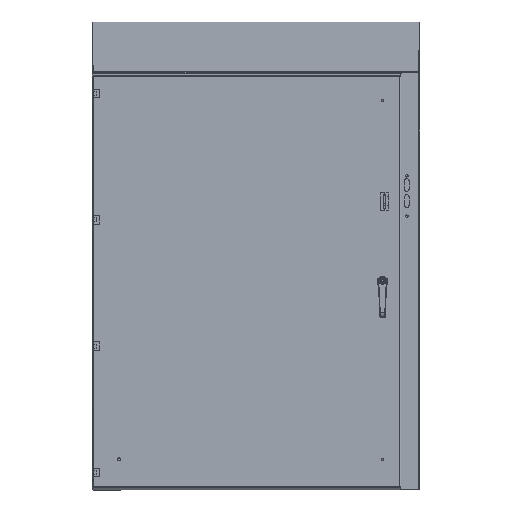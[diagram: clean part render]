
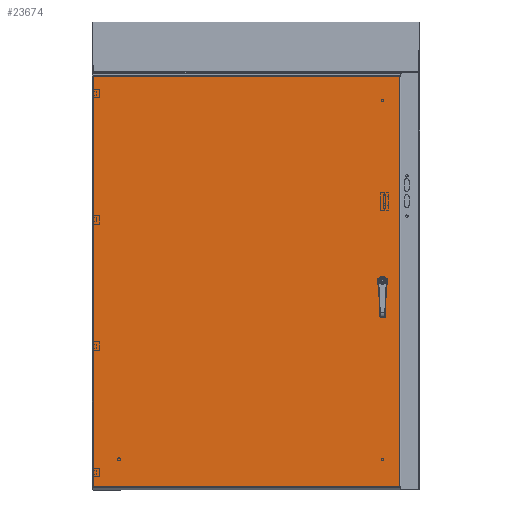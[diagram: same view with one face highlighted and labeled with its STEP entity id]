
A CAD part, top view. The second image highlights one B-rep face of the part: STEP entity #23674.
In plain terms, the highlighted planar face has unit normal (0, 0, 1).
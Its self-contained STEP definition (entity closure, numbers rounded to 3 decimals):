
#1788=FACE_BOUND('',#3888,.T.);
#2344=FACE_OUTER_BOUND('',#3887,.T.);
#3887=EDGE_LOOP('',(#16747,#16748,#16749,#16750));
#3888=EDGE_LOOP('',(#16751,#16752,#16753,#16754,#16755,#16756,#16757,#16758));
#5790=LINE('',#35992,#7586);
#5794=LINE('',#36004,#7590);
#5798=LINE('',#36016,#7594);
#5802=LINE('',#36026,#7598);
#5808=LINE('',#36061,#7604);
#5838=LINE('',#36349,#7634);
#5854=LINE('',#36639,#7650);
#5856=LINE('',#36643,#7652);
#7586=VECTOR('',#28413,0.427);
#7590=VECTOR('',#28425,0.427);
#7594=VECTOR('',#28437,0.427);
#7598=VECTOR('',#28449,0.427);
#7604=VECTOR('',#28459,47.646);
#7634=VECTOR('',#28511,47.646);
#7650=VECTOR('',#28545,35.602);
#7652=VECTOR('',#28551,35.602);
#9134=CIRCLE('',#25216,0.453);
#9136=CIRCLE('',#25220,0.453);
#9138=CIRCLE('',#25224,0.453);
#9140=CIRCLE('',#25228,0.453);
#10442=VERTEX_POINT('',#35983);
#10443=VERTEX_POINT('',#35985);
#10445=VERTEX_POINT('',#35991);
#10447=VERTEX_POINT('',#35997);
#10449=VERTEX_POINT('',#36003);
#10451=VERTEX_POINT('',#36009);
#10453=VERTEX_POINT('',#36015);
#10455=VERTEX_POINT('',#36021);
#10461=VERTEX_POINT('',#36038);
#10464=VERTEX_POINT('',#36053);
#10488=VERTEX_POINT('',#36307);
#10490=VERTEX_POINT('',#36348);
#12787=EDGE_CURVE('',#10443,#10442,#9134,.T.);
#12790=EDGE_CURVE('',#10445,#10443,#5790,.T.);
#12793=EDGE_CURVE('',#10447,#10445,#9136,.T.);
#12796=EDGE_CURVE('',#10449,#10447,#5794,.T.);
#12799=EDGE_CURVE('',#10451,#10449,#9138,.T.);
#12802=EDGE_CURVE('',#10453,#10451,#5798,.T.);
#12805=EDGE_CURVE('',#10455,#10453,#9140,.T.);
#12808=EDGE_CURVE('',#10442,#10455,#5802,.T.);
#12817=EDGE_CURVE('',#10461,#10464,#5808,.T.);
#12861=EDGE_CURVE('',#10490,#10488,#5838,.T.);
#12891=EDGE_CURVE('',#10464,#10490,#5854,.T.);
#12893=EDGE_CURVE('',#10488,#10461,#5856,.T.);
#16747=ORIENTED_EDGE('',*,*,#12893,.T.);
#16748=ORIENTED_EDGE('',*,*,#12817,.T.);
#16749=ORIENTED_EDGE('',*,*,#12891,.T.);
#16750=ORIENTED_EDGE('',*,*,#12861,.T.);
#16751=ORIENTED_EDGE('',*,*,#12787,.T.);
#16752=ORIENTED_EDGE('',*,*,#12808,.T.);
#16753=ORIENTED_EDGE('',*,*,#12805,.T.);
#16754=ORIENTED_EDGE('',*,*,#12802,.T.);
#16755=ORIENTED_EDGE('',*,*,#12799,.T.);
#16756=ORIENTED_EDGE('',*,*,#12796,.T.);
#16757=ORIENTED_EDGE('',*,*,#12793,.T.);
#16758=ORIENTED_EDGE('',*,*,#12790,.T.);
#22514=PLANE('',#25255);
#23674=ADVANCED_FACE('',(#2344,#1788),#22514,.T.);
#25216=AXIS2_PLACEMENT_3D('',#35986,#28407,#28408);
#25220=AXIS2_PLACEMENT_3D('',#35998,#28419,#28420);
#25224=AXIS2_PLACEMENT_3D('',#36010,#28431,#28432);
#25228=AXIS2_PLACEMENT_3D('',#36022,#28443,#28444);
#25255=AXIS2_PLACEMENT_3D('',#36645,#28554,#28555);
#28407=DIRECTION('center_axis',(0.,0.,-1.));
#28408=DIRECTION('ref_axis',(0.882,0.471,0.));
#28413=DIRECTION('',(1.,0.,0.));
#28419=DIRECTION('center_axis',(0.,0.,-1.));
#28420=DIRECTION('ref_axis',(-0.471,0.882,0.));
#28425=DIRECTION('',(0.,1.,0.));
#28431=DIRECTION('center_axis',(0.,0.,-1.));
#28432=DIRECTION('ref_axis',(-0.882,-0.471,0.));
#28437=DIRECTION('',(-1.,0.,0.));
#28443=DIRECTION('center_axis',(0.,0.,-1.));
#28444=DIRECTION('ref_axis',(0.471,-0.882,0.));
#28449=DIRECTION('',(0.,-1.,0.));
#28459=DIRECTION('',(0.,1.,0.));
#28511=DIRECTION('',(0.,-1.,0.));
#28545=DIRECTION('',(-1.,0.,0.));
#28551=DIRECTION('',(1.,0.,0.));
#28554=DIRECTION('center_axis',(0.,0.,1.));
#28555=DIRECTION('ref_axis',(1.,0.,0.));
#35983=CARTESIAN_POINT('',(33.648,-23.183,0.074));
#35985=CARTESIAN_POINT('',(33.462,-22.997,0.074));
#35986=CARTESIAN_POINT('Origin',(33.249,-23.397,0.074));
#35991=CARTESIAN_POINT('',(33.035,-22.997,0.074));
#35992=CARTESIAN_POINT('',(25.465,-22.997,0.074));
#35997=CARTESIAN_POINT('',(32.849,-23.183,0.074));
#35998=CARTESIAN_POINT('Origin',(33.249,-23.397,0.074));
#36003=CARTESIAN_POINT('',(32.849,-23.61,0.074));
#36004=CARTESIAN_POINT('',(32.849,-23.29,0.074));
#36009=CARTESIAN_POINT('',(33.035,-23.796,0.074));
#36010=CARTESIAN_POINT('Origin',(33.249,-23.397,0.074));
#36015=CARTESIAN_POINT('',(33.462,-23.796,0.074));
#36016=CARTESIAN_POINT('',(25.251,-23.796,0.074));
#36021=CARTESIAN_POINT('',(33.648,-23.61,0.074));
#36022=CARTESIAN_POINT('Origin',(33.249,-23.397,0.074));
#36026=CARTESIAN_POINT('',(33.648,-23.504,0.074));
#36038=CARTESIAN_POINT('',(35.269,-47.22,0.074));
#36053=CARTESIAN_POINT('',(35.269,0.426,0.074));
#36061=CARTESIAN_POINT('',(35.269,-35.345,0.074));
#36307=CARTESIAN_POINT('',(-0.333,-47.22,0.074));
#36348=CARTESIAN_POINT('',(-0.333,0.426,0.074));
#36349=CARTESIAN_POINT('',(-0.333,-11.448,0.074));
#36639=CARTESIAN_POINT('',(26.368,0.426,0.074));
#36643=CARTESIAN_POINT('',(8.567,-47.22,0.074));
#36645=CARTESIAN_POINT('Origin',(17.468,-23.397,0.074));
